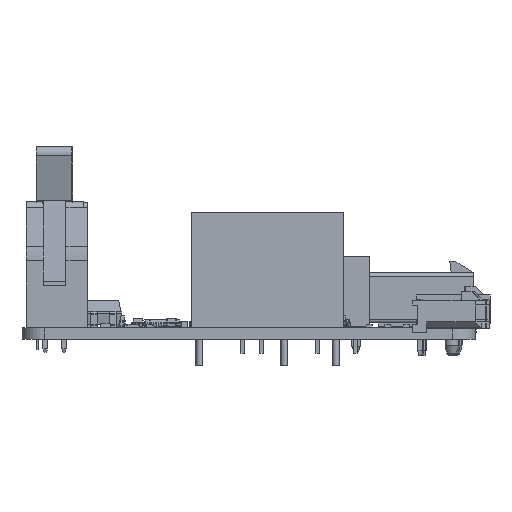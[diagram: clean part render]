
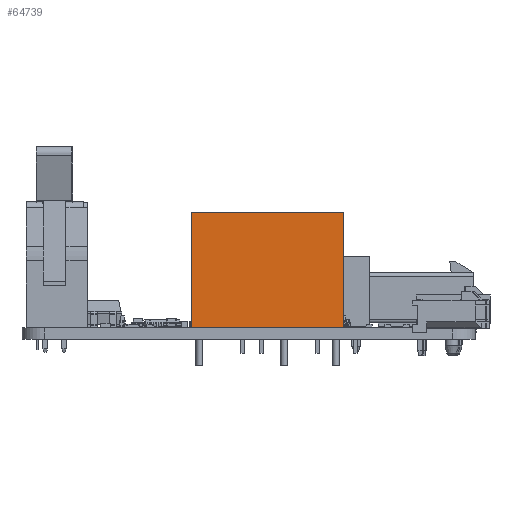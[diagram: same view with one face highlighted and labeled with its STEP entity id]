
A CAD part, left-side view. The second image highlights one B-rep face of the part: STEP entity #64739.
In plain terms, the highlighted face is planar.
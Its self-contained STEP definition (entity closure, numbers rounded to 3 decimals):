
#64739 = ADVANCED_FACE('',(#64740),#64774,.T.);
#64740 = FACE_BOUND('',#64741,.T.);
#64741 = EDGE_LOOP('',(#64742,#64752,#64760,#64768));
#64742 = ORIENTED_EDGE('',*,*,#64743,.T.);
#64743 = EDGE_CURVE('',#64744,#64746,#64748,.T.);
#64744 = VERTEX_POINT('',#64745);
#64745 = CARTESIAN_POINT('',(-19.5,5.95,0.1));
#64746 = VERTEX_POINT('',#64747);
#64747 = CARTESIAN_POINT('',(-19.5,5.95,15.7));
#64748 = LINE('',#64749,#64750);
#64749 = CARTESIAN_POINT('',(-19.5,5.95,0.1));
#64750 = VECTOR('',#64751,1.);
#64751 = DIRECTION('',(0.,0.,1.));
#64752 = ORIENTED_EDGE('',*,*,#64753,.T.);
#64753 = EDGE_CURVE('',#64746,#64754,#64756,.T.);
#64754 = VERTEX_POINT('',#64755);
#64755 = CARTESIAN_POINT('',(1.,5.95,15.7));
#64756 = LINE('',#64757,#64758);
#64757 = CARTESIAN_POINT('',(-19.5,5.95,15.7));
#64758 = VECTOR('',#64759,1.);
#64759 = DIRECTION('',(1.,0.,0.));
#64760 = ORIENTED_EDGE('',*,*,#64761,.F.);
#64761 = EDGE_CURVE('',#64762,#64754,#64764,.T.);
#64762 = VERTEX_POINT('',#64763);
#64763 = CARTESIAN_POINT('',(1.,5.95,0.1));
#64764 = LINE('',#64765,#64766);
#64765 = CARTESIAN_POINT('',(1.,5.95,0.1));
#64766 = VECTOR('',#64767,1.);
#64767 = DIRECTION('',(0.,0.,1.));
#64768 = ORIENTED_EDGE('',*,*,#64769,.F.);
#64769 = EDGE_CURVE('',#64744,#64762,#64770,.T.);
#64770 = LINE('',#64771,#64772);
#64771 = CARTESIAN_POINT('',(-19.5,5.95,0.1));
#64772 = VECTOR('',#64773,1.);
#64773 = DIRECTION('',(1.,0.,0.));
#64774 = PLANE('',#64775);
#64775 = AXIS2_PLACEMENT_3D('',#64776,#64777,#64778);
#64776 = CARTESIAN_POINT('',(-19.5,5.95,0.1));
#64777 = DIRECTION('',(0.,1.,0.));
#64778 = DIRECTION('',(1.,0.,0.));
